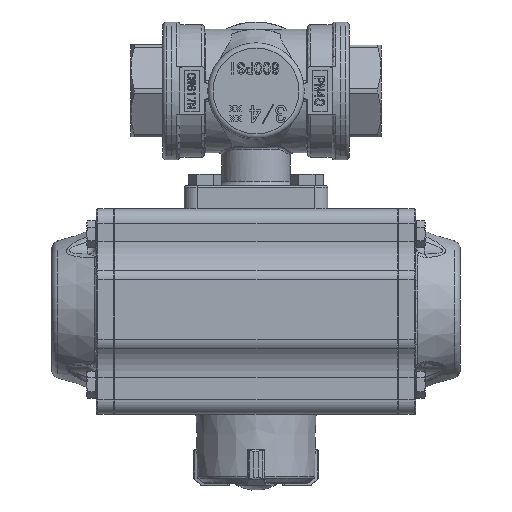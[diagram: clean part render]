
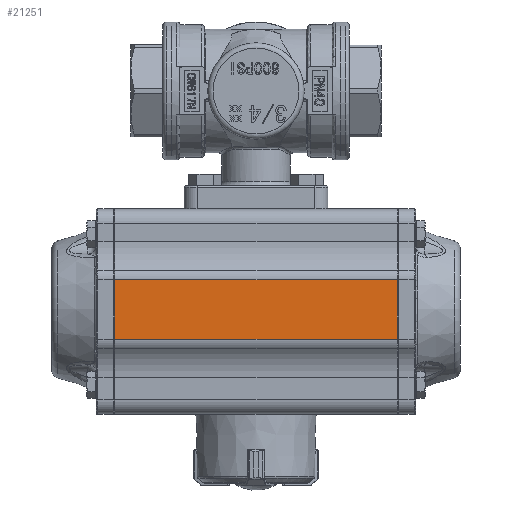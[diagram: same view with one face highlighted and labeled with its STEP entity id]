
A CAD part, left-side view. The second image highlights one B-rep face of the part: STEP entity #21251.
In plain terms, the highlighted face is planar.
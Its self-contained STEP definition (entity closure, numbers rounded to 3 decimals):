
#356=PLANE('',#22998);
#1746=LINE('',#32065,#3299);
#1747=LINE('',#32069,#3300);
#1748=LINE('',#32071,#3301);
#1749=LINE('',#32073,#3302);
#3299=VECTOR('',#25580,1000.);
#3300=VECTOR('',#25585,1000.);
#3301=VECTOR('',#25586,1000.);
#3302=VECTOR('',#25587,1000.);
#5719=ORIENTED_EDGE('',*,*,#11922,.F.);
#5720=ORIENTED_EDGE('',*,*,#11924,.T.);
#5721=ORIENTED_EDGE('',*,*,#11925,.T.);
#5722=ORIENTED_EDGE('',*,*,#11926,.T.);
#11922=EDGE_CURVE('',#15052,#15053,#1746,.T.);
#11924=EDGE_CURVE('',#15052,#15054,#1747,.T.);
#11925=EDGE_CURVE('',#15054,#15055,#1748,.T.);
#11926=EDGE_CURVE('',#15055,#15053,#1749,.T.);
#15052=VERTEX_POINT('',#32064);
#15053=VERTEX_POINT('',#32066);
#15054=VERTEX_POINT('',#32070);
#15055=VERTEX_POINT('',#32072);
#17906=EDGE_LOOP('',(#5719,#5720,#5721,#5722));
#19528=FACE_BOUND('',#17906,.T.);
#21251=ADVANCED_FACE('',(#19528),#356,.F.);
#22998=AXIS2_PLACEMENT_3D('',#32068,#25583,#25584);
#25580=DIRECTION('',(0.,0.,-1.));
#25583=DIRECTION('',(-1.,0.,0.));
#25584=DIRECTION('',(0.,0.,1.));
#25585=DIRECTION('',(0.,-1.,0.));
#25586=DIRECTION('',(0.,0.,-1.));
#25587=DIRECTION('',(0.,1.,0.));
#32064=CARTESIAN_POINT('',(29.5,10.363,49.2));
#32065=CARTESIAN_POINT('',(29.5,10.363,49.5));
#32066=CARTESIAN_POINT('',(29.5,10.363,-49.2));
#32068=CARTESIAN_POINT('',(29.5,-10.363,49.5));
#32069=CARTESIAN_POINT('',(29.5,-10.363,49.2));
#32070=CARTESIAN_POINT('',(29.5,-10.363,49.2));
#32071=CARTESIAN_POINT('',(29.5,-10.363,49.5));
#32072=CARTESIAN_POINT('',(29.5,-10.363,-49.2));
#32073=CARTESIAN_POINT('',(29.5,-10.363,-49.2));
